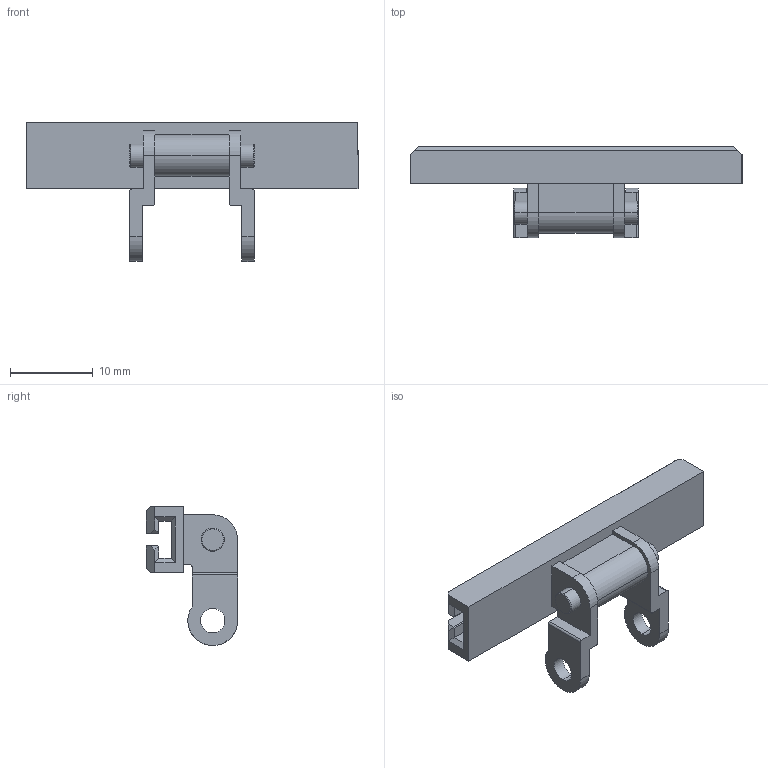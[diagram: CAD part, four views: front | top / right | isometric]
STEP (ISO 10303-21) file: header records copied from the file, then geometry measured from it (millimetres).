
FILE_DESCRIPTION (( 'STEP AP214' ), '1' );
FILE_NAME ('36460_TXM-Tank Tread link.STEP', '2018-07-31T14:20:04', ( '' ), ( '' ), 'SwSTEP 2.0', 'SolidWorks 2016', '' );
FILE_SCHEMA (( 'AUTOMOTIVE_DESIGN' ));
Length unit declared in the file: millimetre
Products named in the file (1): 36460_TXM-Tank Tread link
Bounding box: 40 x 11 x 16.75 mm (x, y, z)
Volume: 1588.3 mm3; surface area: 2263.2 mm2
Topology: 4 solids, 4 shells, 110 faces, 276 edges, 176 vertices
Faces by surface type: plane 73, cylinder 27, cone 10
Entity records: 3331 total; most frequent: CARTESIAN_POINT 587, DIRECTION 556, ORIENTED_EDGE 552, EDGE_CURVE 276, VECTOR 202, LINE 202, AXIS2_PLACEMENT_3D 177, VERTEX_POINT 176
